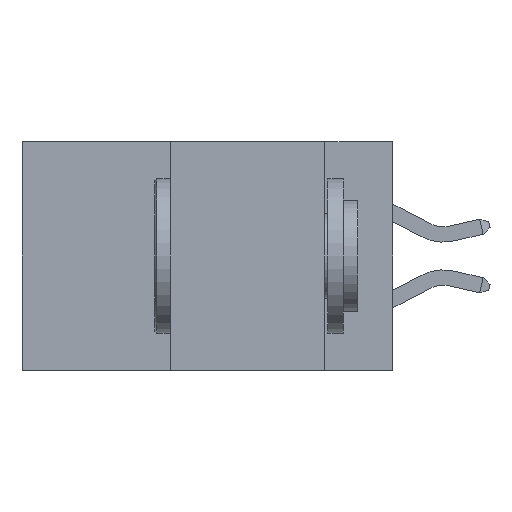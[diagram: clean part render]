
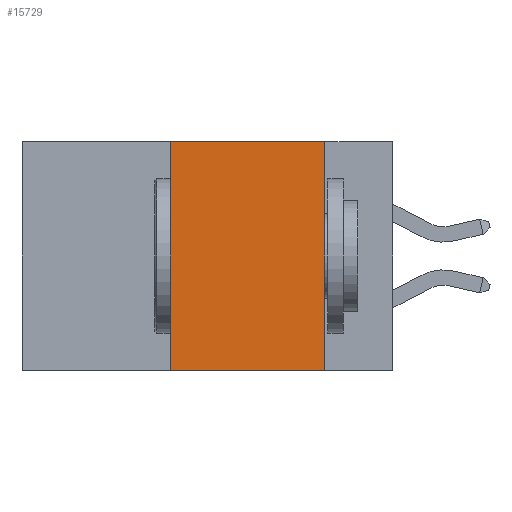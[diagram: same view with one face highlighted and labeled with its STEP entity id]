
A CAD part, left-side view. The second image highlights one B-rep face of the part: STEP entity #15729.
In plain terms, the highlighted planar face has unit normal (-1, 0, 0).
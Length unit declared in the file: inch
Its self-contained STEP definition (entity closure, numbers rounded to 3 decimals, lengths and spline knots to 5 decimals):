
#478 = PLANE ( 'NONE',  #1986 ) ;
#1816 = VERTEX_POINT ( 'NONE', #24977 ) ;
#1986 = AXIS2_PLACEMENT_3D ( 'NONE', #7231, #9897, #35105 ) ;
#2503 = VERTEX_POINT ( 'NONE', #38180 ) ;
#2682 = ORIENTED_EDGE ( 'NONE', *, *, #25631, .T. ) ;
#4505 = EDGE_CURVE ( 'NONE', #2503, #14635, #28158, .T. ) ;
#4953 = CARTESIAN_POINT ( 'NONE',  ( 0., 0.36, 0. ) ) ;
#5342 = EDGE_CURVE ( 'NONE', #12026, #1816, #33600, .T. ) ;
#6571 = CARTESIAN_POINT ( 'NONE',  ( 0., 0.6, -0.37 ) ) ;
#7231 = CARTESIAN_POINT ( 'NONE',  ( 0., 0.6, 0. ) ) ;
#9107 = DIRECTION ( 'NONE',  ( 0., 0., 1. ) ) ;
#9897 = DIRECTION ( 'NONE',  ( 1., 0., 0. ) ) ;
#11704 = CARTESIAN_POINT ( 'NONE',  ( 0., 0.36, -0.37 ) ) ;
#12026 = VERTEX_POINT ( 'NONE', #11704 ) ;
#12469 = ORIENTED_EDGE ( 'NONE', *, *, #4505, .F. ) ;
#13891 = LINE ( 'NONE', #37376, #20889 ) ;
#14635 = VERTEX_POINT ( 'NONE', #30685 ) ;
#15729 = ADVANCED_FACE ( 'NONE', ( #33250 ), #478, .F. ) ;
#18173 = VECTOR ( 'NONE', #36543, 39.37008 ) ;
#20889 = VECTOR ( 'NONE', #36766, 39.37008 ) ;
#21064 = CARTESIAN_POINT ( 'NONE',  ( 0., 0.11, 0. ) ) ;
#24534 = DIRECTION ( 'NONE',  ( 0., 0., -1. ) ) ;
#24977 = CARTESIAN_POINT ( 'NONE',  ( 0., 0.36, 0. ) ) ;
#25631 = EDGE_CURVE ( 'NONE', #12026, #14635, #33433, .T. ) ;
#25842 = VECTOR ( 'NONE', #24534, 39.37008 ) ;
#28051 = VECTOR ( 'NONE', #9107, 39.37008 ) ;
#28158 = LINE ( 'NONE', #21064, #25842 ) ;
#30685 = CARTESIAN_POINT ( 'NONE',  ( 0., 0.11, -0.37 ) ) ;
#33250 = FACE_OUTER_BOUND ( 'NONE', #37909, .T. ) ;
#33433 = LINE ( 'NONE', #6571, #18173 ) ;
#33600 = LINE ( 'NONE', #4953, #28051 ) ;
#33988 = EDGE_CURVE ( 'NONE', #1816, #2503, #13891, .T. ) ;
#35105 = DIRECTION ( 'NONE',  ( 0., 0., -1. ) ) ;
#35953 = ORIENTED_EDGE ( 'NONE', *, *, #33988, .F. ) ;
#36543 = DIRECTION ( 'NONE',  ( 0., -1., 0. ) ) ;
#36766 = DIRECTION ( 'NONE',  ( 0., -1., 0. ) ) ;
#36779 = ORIENTED_EDGE ( 'NONE', *, *, #5342, .F. ) ;
#37376 = CARTESIAN_POINT ( 'NONE',  ( 0., 0.6, 0. ) ) ;
#37909 = EDGE_LOOP ( 'NONE', ( #12469, #35953, #36779, #2682 ) ) ;
#38180 = CARTESIAN_POINT ( 'NONE',  ( 0., 0.11, 0. ) ) ;
